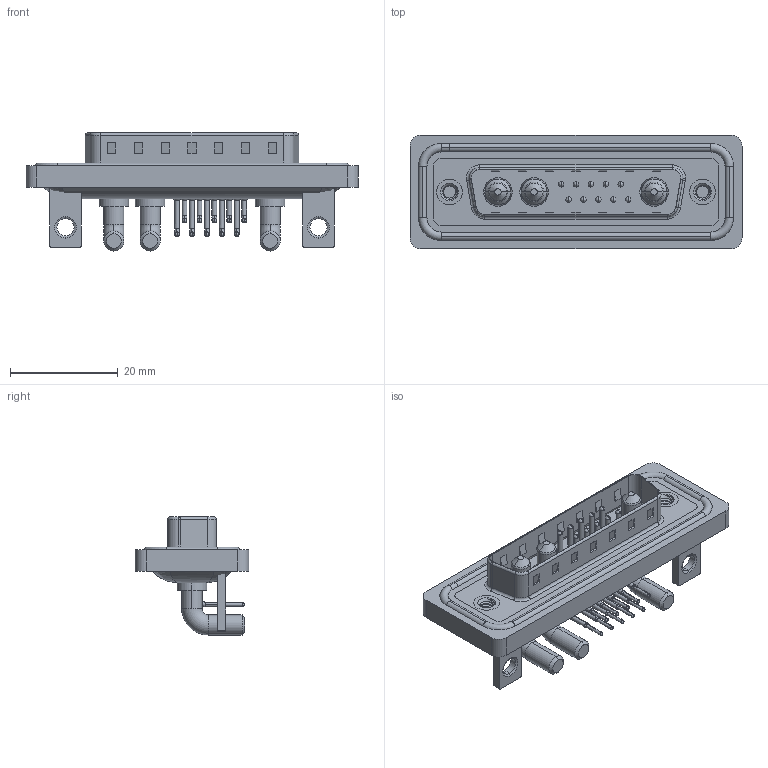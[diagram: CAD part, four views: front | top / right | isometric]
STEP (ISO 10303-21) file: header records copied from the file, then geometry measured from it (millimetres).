
FILE_DESCRIPTION (( 'STEP AP203' ), '1' );
FILE_NAME ('629W13W3640-4N4.STEP', '2024-04-11T16:36:29', ( '' ), ( '' ), 'SwSTEP 2.0', 'SolidWorks 2023', '' );
FILE_SCHEMA (( 'CONFIG_CONTROL_DESIGN' ));
Length unit declared in the file: millimetre
Products named in the file (10): Power Pin_40A RA; 629W13W3640-4N4; 629Combo Shell Front_25 Contacts; 629Combo Waterproof Housing_25 Contacts; 629Combo Stabilizer Bracket; 629Combo Shell Rear_25 Contacts; 629Combo Contact Row 2; 629Combo Threaded Rivet_3; 629Combo Housing_13W3; 629Combo Contact Row 1
Assembly tree (21 placements, depth 2):
  629W13W3640-4N4
    629Combo Housing_13W3
    629Combo Shell Rear_25 Contacts
    629Combo Shell Front_25 Contacts
    629Combo Waterproof Housing_25 Contacts
    629Combo Threaded Rivet_3  x2
    629Combo Stabilizer Bracket  x2
    Power Pin_40A RA  x3
    629Combo Contact Row 1  x5
    629Combo Contact Row 2  x5
Bounding box: 61.75 x 21.1 x 21.98 mm (x, y, z)
Volume: 8106.3 mm3; surface area: 13214.8 mm2
Topology: 25 solids, 25 shells, 1752 faces, 4729 edges, 3049 vertices
Faces by surface type: plane 899, cylinder 629, torus 76, cone 75, bspline 73
Entity records: 27989 total; most frequent: CARTESIAN_POINT 6277, DIRECTION 4410, ORIENTED_EDGE 4154, EDGE_CURVE 2077, AXIS2_PLACEMENT_3D 1587, VERTEX_POINT 1338, VECTOR 1236, LINE 1236
